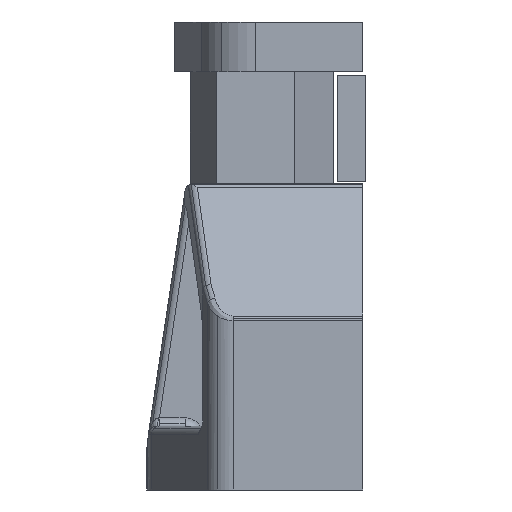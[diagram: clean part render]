
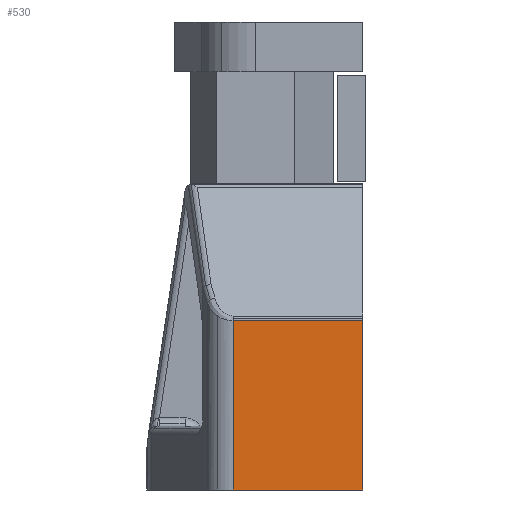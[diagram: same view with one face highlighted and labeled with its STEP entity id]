
A CAD part, front view. The second image highlights one B-rep face of the part: STEP entity #530.
In plain terms, the highlighted planar face has unit normal (0, -1, 0).
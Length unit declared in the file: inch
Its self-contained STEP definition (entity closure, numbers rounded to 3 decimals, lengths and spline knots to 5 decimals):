
#530=ADVANCED_FACE('',(#1213),#1214,.T.);
#1213=FACE_OUTER_BOUND('',#2774,.T.);
#1214=PLANE('',#2775);
#2774=EDGE_LOOP('',(#4979,#4980,#4981,#4982));
#2775=AXIS2_PLACEMENT_3D('',#4983,#4984,#4985);
#4979=ORIENTED_EDGE('',*,*,#7040,.F.);
#4980=ORIENTED_EDGE('',*,*,#7056,.F.);
#4981=ORIENTED_EDGE('',*,*,#6911,.T.);
#4982=ORIENTED_EDGE('',*,*,#7057,.T.);
#4983=CARTESIAN_POINT('',(1.10201,-0.57373,0.47342));
#4984=DIRECTION('',(0.,-1.0,0.));
#4985=DIRECTION('',(1.0,0.,0.0));
#6911=EDGE_CURVE('',#8238,#8236,#8239,.F.);
#7040=EDGE_CURVE('',#8428,#8430,#8431,.T.);
#7056=EDGE_CURVE('',#8238,#8428,#8451,.T.);
#7057=EDGE_CURVE('',#8236,#8430,#8452,.F.);
#8236=VERTEX_POINT('',#10092);
#8238=VERTEX_POINT('',#10095);
#8239=LINE('',#10096,#10097);
#8428=VERTEX_POINT('',#10352);
#8430=VERTEX_POINT('',#10354);
#8431=LINE('',#10355,#10356);
#8451=LINE('',#10405,#10406);
#8452=LINE('',#10407,#10408);
#10092=CARTESIAN_POINT('',(1.46343,-0.57373,0.38483));
#10095=CARTESIAN_POINT('',(1.10312,-0.57373,0.38483));
#10096=CARTESIAN_POINT('',(1.26304,-0.57373,0.38483));
#10097=VECTOR('',#11866,1.0);
#10352=CARTESIAN_POINT('',(1.10312,-0.57373,0.85545));
#10354=CARTESIAN_POINT('',(1.46343,-0.57373,0.85545));
#10355=CARTESIAN_POINT('',(1.15152,-0.57373,0.85545));
#10356=VECTOR('',#12032,1.0);
#10405=CARTESIAN_POINT('',(1.10312,-0.57373,0.42913));
#10406=VECTOR('',#12054,1.0);
#10407=CARTESIAN_POINT('',(1.46343,-0.57373,0.74975));
#10408=VECTOR('',#12055,1.0);
#11866=DIRECTION('',(-1.0,0.,0.0));
#12032=DIRECTION('',(1.0,0.,0.0));
#12054=DIRECTION('',(0.,0.,1.0));
#12055=DIRECTION('',(0.,0.,-1.0));
